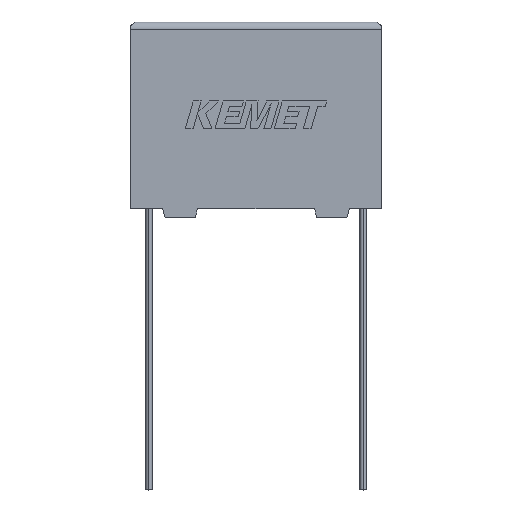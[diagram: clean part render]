
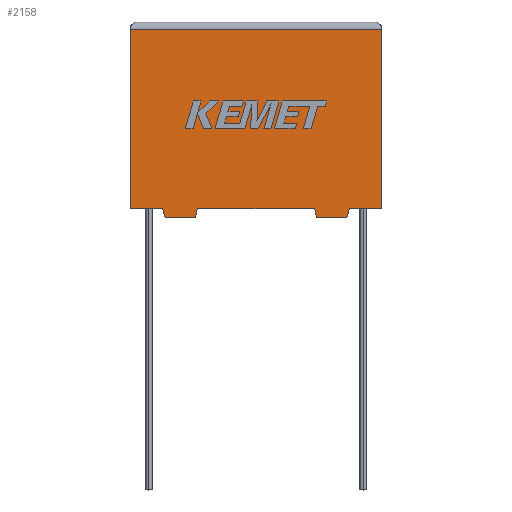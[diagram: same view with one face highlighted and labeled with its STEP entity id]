
A CAD part, top view. The second image highlights one B-rep face of the part: STEP entity #2158.
In plain terms, the highlighted planar face has unit normal (0, 0, 1).
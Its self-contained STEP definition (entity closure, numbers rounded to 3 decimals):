
#125 = DIRECTION ( 'NONE',  ( 1., 0., 0. ) ) ;
#129 = DIRECTION ( 'NONE',  ( 1., 0., 0. ) ) ;
#140 = CARTESIAN_POINT ( 'NONE',  ( 4.464, -1.129, 13.2 ) ) ;
#210 = DIRECTION ( 'NONE',  ( 1., 0., 0. ) ) ;
#237 = DIRECTION ( 'NONE',  ( 0., -1., 0. ) ) ;
#253 = ORIENTED_EDGE ( 'NONE', *, *, #537, .T. ) ;
#263 = CARTESIAN_POINT ( 'NONE',  ( 8.346, -1.129, 13.2 ) ) ;
#272 = VECTOR ( 'NONE', #2423, 1000. ) ;
#276 = VERTEX_POINT ( 'NONE', #3011 ) ;
#333 = VERTEX_POINT ( 'NONE', #1159 ) ;
#352 = DIRECTION ( 'NONE',  ( -1., 0., 0. ) ) ;
#433 = ORIENTED_EDGE ( 'NONE', *, *, #2580, .T. ) ;
#439 = VECTOR ( 'NONE', #2466, 1000. ) ;
#443 = LINE ( 'NONE', #918, #439 ) ;
#469 = EDGE_CURVE ( 'NONE', #2259, #2602, #1493, .T. ) ;
#473 = ORIENTED_EDGE ( 'NONE', *, *, #601, .T. ) ;
#474 = CARTESIAN_POINT ( 'NONE',  ( 4.464, -1.129, 13.2 ) ) ;
#487 = CARTESIAN_POINT ( 'NONE',  ( 4.164, 0., 13.2 ) ) ;
#497 = DIRECTION ( 'NONE',  ( -1., 0., 0. ) ) ;
#537 = EDGE_CURVE ( 'NONE', #2602, #333, #2899, .T. ) ;
#541 = VERTEX_POINT ( 'NONE', #474 ) ;
#547 = EDGE_CURVE ( 'NONE', #1551, #1908, #3063, .T. ) ;
#578 = LINE ( 'NONE', #2400, #1258 ) ;
#601 = EDGE_CURVE ( 'NONE', #1102, #276, #1533, .T. ) ;
#616 = ORIENTED_EDGE ( 'NONE', *, *, #2029, .F. ) ;
#693 = CARTESIAN_POINT ( 'NONE',  ( 32.3, 0., 13.2 ) ) ;
#792 = EDGE_CURVE ( 'NONE', #1908, #1102, #2711, .T. ) ;
#864 = CARTESIAN_POINT ( 'NONE',  ( 0., 23.066, 13.2 ) ) ;
#903 = LINE ( 'NONE', #1094, #1980 ) ;
#918 = CARTESIAN_POINT ( 'NONE',  ( 23.954, -1.129, 13.2 ) ) ;
#947 = CARTESIAN_POINT ( 'NONE',  ( 32.3, 23.066, 13.2 ) ) ;
#963 = EDGE_CURVE ( 'NONE', #2265, #1551, #2278, .T. ) ;
#992 = EDGE_LOOP ( 'NONE', ( #2258, #1129, #473, #1411, #2929, #433, #3034, #253, #616, #2638, #2131, #2136 ) ) ;
#1064 = CARTESIAN_POINT ( 'NONE',  ( 28.136, 0., 13.2 ) ) ;
#1090 = AXIS2_PLACEMENT_3D ( 'NONE', #1251, #2993, #497 ) ;
#1094 = CARTESIAN_POINT ( 'NONE',  ( 27.836, -1.129, 13.2 ) ) ;
#1102 = VERTEX_POINT ( 'NONE', #864 ) ;
#1129 = ORIENTED_EDGE ( 'NONE', *, *, #792, .T. ) ;
#1159 = CARTESIAN_POINT ( 'NONE',  ( 23.654, 0., 13.2 ) ) ;
#1229 = EDGE_CURVE ( 'NONE', #1924, #541, #1448, .T. ) ;
#1251 = CARTESIAN_POINT ( 'NONE',  ( 0., 0., 13.2 ) ) ;
#1258 = VECTOR ( 'NONE', #129, 1000. ) ;
#1388 = CARTESIAN_POINT ( 'NONE',  ( 8.646, 0., 13.2 ) ) ;
#1411 = ORIENTED_EDGE ( 'NONE', *, *, #1672, .T. ) ;
#1430 = CARTESIAN_POINT ( 'NONE',  ( 28.136, 0., 13.2 ) ) ;
#1448 = LINE ( 'NONE', #2380, #2704 ) ;
#1456 = DIRECTION ( 'NONE',  ( 0.257, 0.966, 0. ) ) ;
#1493 = LINE ( 'NONE', #1918, #2082 ) ;
#1533 = LINE ( 'NONE', #2992, #2314 ) ;
#1551 = VERTEX_POINT ( 'NONE', #1641 ) ;
#1641 = CARTESIAN_POINT ( 'NONE',  ( 32.3, 0., 13.2 ) ) ;
#1672 = EDGE_CURVE ( 'NONE', #276, #1924, #578, .T. ) ;
#1801 = VECTOR ( 'NONE', #352, 1000. ) ;
#1825 = CARTESIAN_POINT ( 'NONE',  ( 23.954, -1.129, 13.2 ) ) ;
#1860 = CARTESIAN_POINT ( 'NONE',  ( 0., 23.066, 13.2 ) ) ;
#1866 = VECTOR ( 'NONE', #125, 1000. ) ;
#1908 = VERTEX_POINT ( 'NONE', #947 ) ;
#1918 = CARTESIAN_POINT ( 'NONE',  ( 8.346, -1.129, 13.2 ) ) ;
#1924 = VERTEX_POINT ( 'NONE', #487 ) ;
#1927 = VECTOR ( 'NONE', #2444, 1000. ) ;
#1969 = CARTESIAN_POINT ( 'NONE',  ( 0., 0., 13.2 ) ) ;
#1980 = VECTOR ( 'NONE', #2333, 1000. ) ;
#2019 = CARTESIAN_POINT ( 'NONE',  ( 27.836, -1.129, 13.2 ) ) ;
#2029 = EDGE_CURVE ( 'NONE', #3033, #333, #443, .T. ) ;
#2082 = VECTOR ( 'NONE', #1456, 1000. ) ;
#2131 = ORIENTED_EDGE ( 'NONE', *, *, #3002, .F. ) ;
#2136 = ORIENTED_EDGE ( 'NONE', *, *, #963, .T. ) ;
#2158 = ADVANCED_FACE ( 'NONE', ( #3030 ), #2230, .F. ) ;
#2206 = VECTOR ( 'NONE', #210, 1000. ) ;
#2209 = CARTESIAN_POINT ( 'NONE',  ( 0., 0., 13.2 ) ) ;
#2230 = PLANE ( 'NONE',  #1090 ) ;
#2255 = VERTEX_POINT ( 'NONE', #2019 ) ;
#2258 = ORIENTED_EDGE ( 'NONE', *, *, #547, .T. ) ;
#2259 = VERTEX_POINT ( 'NONE', #263 ) ;
#2265 = VERTEX_POINT ( 'NONE', #1430 ) ;
#2278 = LINE ( 'NONE', #2209, #272 ) ;
#2314 = VECTOR ( 'NONE', #237, 1000. ) ;
#2333 = DIRECTION ( 'NONE',  ( -1., 0., 0. ) ) ;
#2380 = CARTESIAN_POINT ( 'NONE',  ( 4.164, 0., 13.2 ) ) ;
#2400 = CARTESIAN_POINT ( 'NONE',  ( 0., 0., 13.2 ) ) ;
#2423 = DIRECTION ( 'NONE',  ( 1., 0., 0. ) ) ;
#2444 = DIRECTION ( 'NONE',  ( 0., 1., 0. ) ) ;
#2466 = DIRECTION ( 'NONE',  ( -0.257, 0.966, 0. ) ) ;
#2566 = DIRECTION ( 'NONE',  ( -0.257, -0.966, 0. ) ) ;
#2570 = VECTOR ( 'NONE', #2566, 1000. ) ;
#2580 = EDGE_CURVE ( 'NONE', #541, #2259, #2659, .T. ) ;
#2602 = VERTEX_POINT ( 'NONE', #1388 ) ;
#2633 = DIRECTION ( 'NONE',  ( 0.257, -0.966, 0. ) ) ;
#2638 = ORIENTED_EDGE ( 'NONE', *, *, #3026, .F. ) ;
#2649 = LINE ( 'NONE', #1064, #2570 ) ;
#2659 = LINE ( 'NONE', #140, #1866 ) ;
#2704 = VECTOR ( 'NONE', #2633, 1000. ) ;
#2711 = LINE ( 'NONE', #1860, #1801 ) ;
#2899 = LINE ( 'NONE', #1969, #2206 ) ;
#2929 = ORIENTED_EDGE ( 'NONE', *, *, #1229, .T. ) ;
#2992 = CARTESIAN_POINT ( 'NONE',  ( 0., 0., 13.2 ) ) ;
#2993 = DIRECTION ( 'NONE',  ( 0., 0., -1. ) ) ;
#3002 = EDGE_CURVE ( 'NONE', #2265, #2255, #2649, .T. ) ;
#3011 = CARTESIAN_POINT ( 'NONE',  ( 0., 0., 13.2 ) ) ;
#3026 = EDGE_CURVE ( 'NONE', #2255, #3033, #903, .T. ) ;
#3030 = FACE_OUTER_BOUND ( 'NONE', #992, .T. ) ;
#3033 = VERTEX_POINT ( 'NONE', #1825 ) ;
#3034 = ORIENTED_EDGE ( 'NONE', *, *, #469, .T. ) ;
#3063 = LINE ( 'NONE', #693, #1927 ) ;
